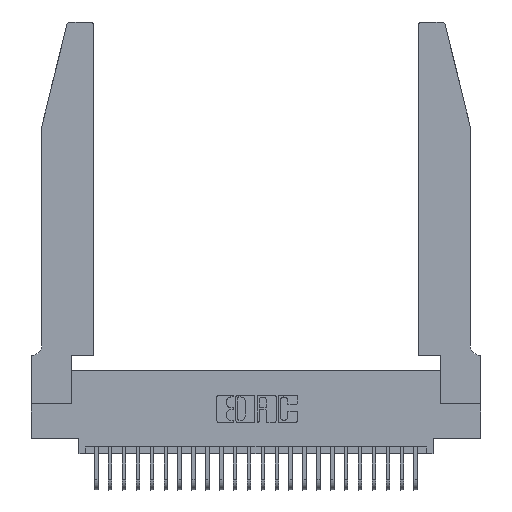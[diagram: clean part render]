
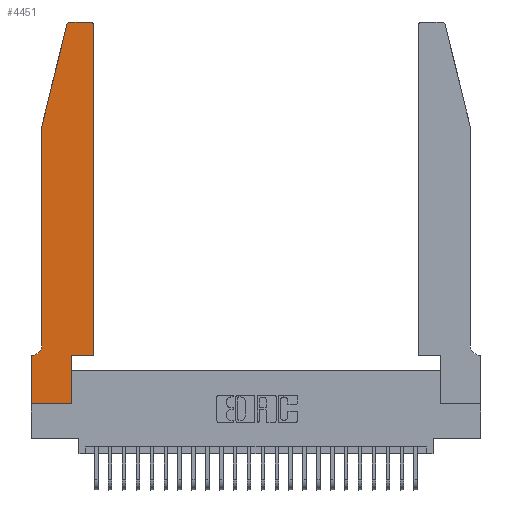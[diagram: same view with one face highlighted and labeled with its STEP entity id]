
A CAD part, top view. The second image highlights one B-rep face of the part: STEP entity #4451.
In plain terms, the highlighted planar face has unit normal (0, 0, 1).
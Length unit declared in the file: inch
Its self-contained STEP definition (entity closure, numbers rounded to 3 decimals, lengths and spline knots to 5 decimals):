
#31 = DIRECTION ( 'NONE',  ( 1., 0., 0. ) ) ;
#409 = CARTESIAN_POINT ( 'NONE',  ( 0.2865, 0.35, 0.37 ) ) ;
#1148 = VERTEX_POINT ( 'NONE', #13150 ) ;
#1196 = VERTEX_POINT ( 'NONE', #2203 ) ;
#1283 = ORIENTED_EDGE ( 'NONE', *, *, #22091, .T. ) ;
#1573 = EDGE_CURVE ( 'NONE', #3016, #19238, #23860, .T. ) ;
#2203 = CARTESIAN_POINT ( 'NONE',  ( 0., 0., 0.37 ) ) ;
#2346 = CARTESIAN_POINT ( 'NONE',  ( 0.0755, 0.35, 0.37 ) ) ;
#2509 = VECTOR ( 'NONE', #15663, 39.37008 ) ;
#2561 = CARTESIAN_POINT ( 'NONE',  ( 0.284, 2.75, 0.37 ) ) ;
#2730 = DIRECTION ( 'NONE',  ( 0., 1., 0. ) ) ;
#2846 = ORIENTED_EDGE ( 'NONE', *, *, #16497, .T. ) ;
#3016 = VERTEX_POINT ( 'NONE', #10322 ) ;
#3141 = CARTESIAN_POINT ( 'NONE',  ( 0., 0., 0.37 ) ) ;
#3329 = EDGE_CURVE ( 'NONE', #15177, #3016, #24394, .T. ) ;
#3388 = VECTOR ( 'NONE', #25130, 39.37008 ) ;
#3505 = VERTEX_POINT ( 'NONE', #24606 ) ;
#3724 = ORIENTED_EDGE ( 'NONE', *, *, #18366, .T. ) ;
#4040 = LINE ( 'NONE', #19394, #15503 ) ;
#4129 = EDGE_CURVE ( 'NONE', #19238, #5646, #17187, .T. ) ;
#4402 = DIRECTION ( 'NONE',  ( 1., 0., 0. ) ) ;
#4404 = CIRCLE ( 'NONE', #14033, 0.03 ) ;
#4413 = EDGE_CURVE ( 'NONE', #1196, #15177, #4040, .T. ) ;
#4451 = ADVANCED_FACE ( 'NONE', ( #25989 ), #4503, .T. ) ;
#4503 = PLANE ( 'NONE',  #9911 ) ;
#4543 = CIRCLE ( 'NONE', #17359, 0.03 ) ;
#5193 = VERTEX_POINT ( 'NONE', #2561 ) ;
#5646 = VERTEX_POINT ( 'NONE', #20753 ) ;
#5719 = DIRECTION ( 'NONE',  ( 0., 0., -1. ) ) ;
#6145 = EDGE_CURVE ( 'NONE', #27066, #1196, #25943, .T. ) ;
#6232 = ORIENTED_EDGE ( 'NONE', *, *, #15321, .T. ) ;
#6243 = CARTESIAN_POINT ( 'NONE',  ( 0.0755, 2., 0.37 ) ) ;
#6539 = VERTEX_POINT ( 'NONE', #21441 ) ;
#7041 = CARTESIAN_POINT ( 'NONE',  ( 0.4205, 2.72, 0.37 ) ) ;
#7428 = CARTESIAN_POINT ( 'NONE',  ( 0.4505, 0.35, 0.37 ) ) ;
#7837 = ORIENTED_EDGE ( 'NONE', *, *, #4413, .T. ) ;
#8170 = CARTESIAN_POINT ( 'NONE',  ( 0.0755, 2., 0.37 ) ) ;
#8373 = DIRECTION ( 'NONE',  ( 0., -1., 0. ) ) ;
#8454 = CARTESIAN_POINT ( 'NONE',  ( 0.2605, 2.75, 0.37 ) ) ;
#8950 = DIRECTION ( 'NONE',  ( 0., 0., 1. ) ) ;
#9183 = DIRECTION ( 'NONE',  ( 1., 0., 0. ) ) ;
#9314 = EDGE_CURVE ( 'NONE', #6539, #27066, #21802, .T. ) ;
#9819 = EDGE_CURVE ( 'NONE', #20835, #1148, #26008, .T. ) ;
#9911 = AXIS2_PLACEMENT_3D ( 'NONE', #25768, #13225, #31 ) ;
#10322 = CARTESIAN_POINT ( 'NONE',  ( 0.2865, 0.35, 0.37 ) ) ;
#10667 = DIRECTION ( 'NONE',  ( -1., 0., 0. ) ) ;
#11068 = ORIENTED_EDGE ( 'NONE', *, *, #9314, .T. ) ;
#11234 = AXIS2_PLACEMENT_3D ( 'NONE', #18574, #5719, #20648 ) ;
#12127 = LINE ( 'NONE', #6243, #22020 ) ;
#13150 = CARTESIAN_POINT ( 'NONE',  ( 0.0755, 2., 0.37 ) ) ;
#13225 = DIRECTION ( 'NONE',  ( 0., 0., 1. ) ) ;
#13729 = ORIENTED_EDGE ( 'NONE', *, *, #4129, .T. ) ;
#13918 = CARTESIAN_POINT ( 'NONE',  ( 0.0755, 0.42, 0.37 ) ) ;
#14033 = AXIS2_PLACEMENT_3D ( 'NONE', #7041, #21949, #9183 ) ;
#14812 = VECTOR ( 'NONE', #22372, 39.37008 ) ;
#15177 = VERTEX_POINT ( 'NONE', #26946 ) ;
#15285 = DIRECTION ( 'NONE',  ( -1., 0., 0. ) ) ;
#15321 = EDGE_CURVE ( 'NONE', #1148, #18062, #12127, .T. ) ;
#15503 = VECTOR ( 'NONE', #4402, 39.37008 ) ;
#15579 = ORIENTED_EDGE ( 'NONE', *, *, #9819, .T. ) ;
#15601 = CARTESIAN_POINT ( 'NONE',  ( 0.4505, 0.35, 0.37 ) ) ;
#15663 = DIRECTION ( 'NONE',  ( 1., 0., 0. ) ) ;
#16497 = EDGE_CURVE ( 'NONE', #18062, #6539, #22948, .T. ) ;
#17187 = LINE ( 'NONE', #18140, #27668 ) ;
#17359 = AXIS2_PLACEMENT_3D ( 'NONE', #21735, #8950, #23815 ) ;
#17663 = VECTOR ( 'NONE', #10667, 39.37008 ) ;
#18062 = VERTEX_POINT ( 'NONE', #13918 ) ;
#18140 = CARTESIAN_POINT ( 'NONE',  ( 0.4505, 0.35, 0.37 ) ) ;
#18225 = DIRECTION ( 'NONE',  ( 0., 1., 0. ) ) ;
#18366 = EDGE_CURVE ( 'NONE', #3505, #5193, #23854, .T. ) ;
#18574 = CARTESIAN_POINT ( 'NONE',  ( 0.0055, 0.42, 0.37 ) ) ;
#18883 = VECTOR ( 'NONE', #2730, 39.37008 ) ;
#19235 = CARTESIAN_POINT ( 'NONE',  ( 0.25487, 2.72718, 0.37 ) ) ;
#19238 = VERTEX_POINT ( 'NONE', #15601 ) ;
#19394 = CARTESIAN_POINT ( 'NONE',  ( 0., 0., 0.37 ) ) ;
#20648 = DIRECTION ( 'NONE',  ( -1., 0., 0. ) ) ;
#20650 = CARTESIAN_POINT ( 'NONE',  ( 0., 0.35, 0.37 ) ) ;
#20753 = CARTESIAN_POINT ( 'NONE',  ( 0.4505, 2.72, 0.37 ) ) ;
#20835 = VERTEX_POINT ( 'NONE', #19235 ) ;
#21441 = CARTESIAN_POINT ( 'NONE',  ( 0.0055, 0.35, 0.37 ) ) ;
#21735 = CARTESIAN_POINT ( 'NONE',  ( 0.284, 2.72, 0.37 ) ) ;
#21802 = LINE ( 'NONE', #2346, #26699 ) ;
#21949 = DIRECTION ( 'NONE',  ( 0., 0., 1. ) ) ;
#22020 = VECTOR ( 'NONE', #8373, 39.37008 ) ;
#22091 = EDGE_CURVE ( 'NONE', #5193, #20835, #4543, .T. ) ;
#22372 = DIRECTION ( 'NONE',  ( 0., -1., 0. ) ) ;
#22659 = ORIENTED_EDGE ( 'NONE', *, *, #6145, .T. ) ;
#22948 = CIRCLE ( 'NONE', #11234, 0.07 ) ;
#23815 = DIRECTION ( 'NONE',  ( 1., 0., 0. ) ) ;
#23854 = LINE ( 'NONE', #8454, #17663 ) ;
#23860 = LINE ( 'NONE', #7428, #2509 ) ;
#24394 = LINE ( 'NONE', #409, #18883 ) ;
#24491 = ORIENTED_EDGE ( 'NONE', *, *, #1573, .T. ) ;
#24606 = CARTESIAN_POINT ( 'NONE',  ( 0.4205, 2.75, 0.37 ) ) ;
#25087 = EDGE_CURVE ( 'NONE', #5646, #3505, #4404, .T. ) ;
#25130 = DIRECTION ( 'NONE',  ( -0.239, -0.971, 0. ) ) ;
#25562 = EDGE_LOOP ( 'NONE', ( #3724, #1283, #15579, #6232, #2846, #11068, #22659, #7837, #27575, #24491, #13729, #27037 ) ) ;
#25768 = CARTESIAN_POINT ( 'NONE',  ( 0., 0.35, 0.37 ) ) ;
#25943 = LINE ( 'NONE', #3141, #14812 ) ;
#25989 = FACE_OUTER_BOUND ( 'NONE', #25562, .T. ) ;
#26008 = LINE ( 'NONE', #8170, #3388 ) ;
#26699 = VECTOR ( 'NONE', #15285, 39.37008 ) ;
#26946 = CARTESIAN_POINT ( 'NONE',  ( 0.2865, 0., 0.37 ) ) ;
#27037 = ORIENTED_EDGE ( 'NONE', *, *, #25087, .T. ) ;
#27066 = VERTEX_POINT ( 'NONE', #20650 ) ;
#27575 = ORIENTED_EDGE ( 'NONE', *, *, #3329, .T. ) ;
#27668 = VECTOR ( 'NONE', #18225, 39.37008 ) ;
